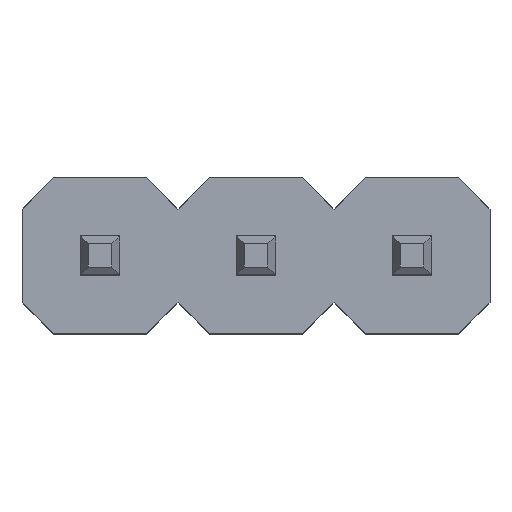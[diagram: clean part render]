
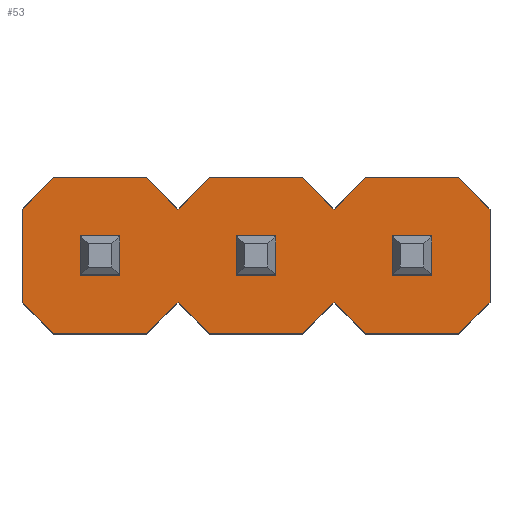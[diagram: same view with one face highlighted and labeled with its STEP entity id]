
A CAD part, top view. The second image highlights one B-rep face of the part: STEP entity #53.
In plain terms, the highlighted planar face has unit normal (0, 0, 1).
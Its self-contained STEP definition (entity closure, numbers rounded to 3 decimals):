
#53=ADVANCED_FACE('',(#845,#847,#849,#851),#853,.T.);
#845=FACE_BOUND('',#846,.T.);
#846=EDGE_LOOP('',(#1473,#1474,#1475,#1476,#1477,#1478,#1479,#1480,#1481,#1482,#1483,
#1484,#1485,#1486,#1487,#1488,#1489,#1490,#1491,#1492));
#847=FACE_BOUND('',#848,.T.);
#848=EDGE_LOOP('',(#1493,#1494,#1495,#1496));
#849=FACE_BOUND('',#850,.T.);
#850=EDGE_LOOP('',(#1497,#1498,#1499,#1500));
#851=FACE_BOUND('',#852,.T.);
#852=EDGE_LOOP('',(#1501,#1502,#1503,#1504));
#853=PLANE('',#854);
#854=AXIS2_PLACEMENT_3D('',#855,#856,#857);
#855=CARTESIAN_POINT('',(0.,0.,2.));
#856=DIRECTION('',(0.,0.,1.));
#857=DIRECTION('',(1.,0.,0.));
#1473=ORIENTED_EDGE('',*,*,#1905,.T.);
#1474=ORIENTED_EDGE('',*,*,#1906,.T.);
#1475=ORIENTED_EDGE('',*,*,#1907,.T.);
#1476=ORIENTED_EDGE('',*,*,#1908,.T.);
#1477=ORIENTED_EDGE('',*,*,#1909,.T.);
#1478=ORIENTED_EDGE('',*,*,#1910,.T.);
#1479=ORIENTED_EDGE('',*,*,#1911,.T.);
#1480=ORIENTED_EDGE('',*,*,#1912,.T.);
#1481=ORIENTED_EDGE('',*,*,#1913,.T.);
#1482=ORIENTED_EDGE('',*,*,#1914,.T.);
#1483=ORIENTED_EDGE('',*,*,#1915,.T.);
#1484=ORIENTED_EDGE('',*,*,#1916,.T.);
#1485=ORIENTED_EDGE('',*,*,#1917,.T.);
#1486=ORIENTED_EDGE('',*,*,#1918,.T.);
#1487=ORIENTED_EDGE('',*,*,#1919,.T.);
#1488=ORIENTED_EDGE('',*,*,#1920,.T.);
#1489=ORIENTED_EDGE('',*,*,#1921,.T.);
#1490=ORIENTED_EDGE('',*,*,#1922,.T.);
#1491=ORIENTED_EDGE('',*,*,#1923,.T.);
#1492=ORIENTED_EDGE('',*,*,#1924,.T.);
#1493=ORIENTED_EDGE('',*,*,#1925,.F.);
#1494=ORIENTED_EDGE('',*,*,#1926,.F.);
#1495=ORIENTED_EDGE('',*,*,#1927,.F.);
#1496=ORIENTED_EDGE('',*,*,#1928,.F.);
#1497=ORIENTED_EDGE('',*,*,#1929,.F.);
#1498=ORIENTED_EDGE('',*,*,#1930,.F.);
#1499=ORIENTED_EDGE('',*,*,#1931,.F.);
#1500=ORIENTED_EDGE('',*,*,#1932,.F.);
#1501=ORIENTED_EDGE('',*,*,#1933,.F.);
#1502=ORIENTED_EDGE('',*,*,#1934,.F.);
#1503=ORIENTED_EDGE('',*,*,#1935,.F.);
#1504=ORIENTED_EDGE('',*,*,#1936,.F.);
#1905=EDGE_CURVE('',#2121,#2122,#2123,.T.);
#1906=EDGE_CURVE('',#2122,#2124,#2125,.T.);
#1907=EDGE_CURVE('',#2124,#2126,#2127,.T.);
#1908=EDGE_CURVE('',#2126,#2128,#2129,.T.);
#1909=EDGE_CURVE('',#2128,#2130,#2131,.T.);
#1910=EDGE_CURVE('',#2130,#2132,#2133,.T.);
#1911=EDGE_CURVE('',#2132,#2134,#2135,.T.);
#1912=EDGE_CURVE('',#2134,#2136,#2137,.T.);
#1913=EDGE_CURVE('',#2136,#2138,#2139,.T.);
#1914=EDGE_CURVE('',#2138,#2140,#2141,.T.);
#1915=EDGE_CURVE('',#2140,#2142,#2143,.T.);
#1916=EDGE_CURVE('',#2142,#2144,#2145,.T.);
#1917=EDGE_CURVE('',#2144,#2146,#2147,.T.);
#1918=EDGE_CURVE('',#2146,#2148,#2149,.T.);
#1919=EDGE_CURVE('',#2148,#2150,#2151,.T.);
#1920=EDGE_CURVE('',#2150,#2152,#2153,.T.);
#1921=EDGE_CURVE('',#2152,#2154,#2155,.T.);
#1922=EDGE_CURVE('',#2154,#2156,#2157,.T.);
#1923=EDGE_CURVE('',#2156,#2158,#2159,.T.);
#1924=EDGE_CURVE('',#2158,#2121,#2160,.T.);
#1925=EDGE_CURVE('',#2161,#2162,#2163,.T.);
#1926=EDGE_CURVE('',#2164,#2161,#2165,.T.);
#1927=EDGE_CURVE('',#2166,#2164,#2167,.T.);
#1928=EDGE_CURVE('',#2162,#2166,#2168,.T.);
#1929=EDGE_CURVE('',#2169,#2170,#2171,.T.);
#1930=EDGE_CURVE('',#2172,#2169,#2173,.T.);
#1931=EDGE_CURVE('',#2174,#2172,#2175,.T.);
#1932=EDGE_CURVE('',#2170,#2174,#2176,.T.);
#1933=EDGE_CURVE('',#2177,#2178,#2179,.T.);
#1934=EDGE_CURVE('',#2180,#2177,#2181,.T.);
#1935=EDGE_CURVE('',#2182,#2180,#2183,.T.);
#1936=EDGE_CURVE('',#2178,#2182,#2184,.T.);
#2121=VERTEX_POINT('',#2473);
#2122=VERTEX_POINT('',#2474);
#2123=LINE('',#2475,#2476);
#2124=VERTEX_POINT('',#2478);
#2125=LINE('',#2479,#2480);
#2126=VERTEX_POINT('',#2482);
#2127=LINE('',#2483,#2484);
#2128=VERTEX_POINT('',#2486);
#2129=LINE('',#2487,#2488);
#2130=VERTEX_POINT('',#2490);
#2131=LINE('',#2491,#2492);
#2132=VERTEX_POINT('',#2494);
#2133=LINE('',#2495,#2496);
#2134=VERTEX_POINT('',#2498);
#2135=LINE('',#2499,#2500);
#2136=VERTEX_POINT('',#2502);
#2137=LINE('',#2503,#2504);
#2138=VERTEX_POINT('',#2506);
#2139=LINE('',#2507,#2508);
#2140=VERTEX_POINT('',#2510);
#2141=LINE('',#2511,#2512);
#2142=VERTEX_POINT('',#2514);
#2143=LINE('',#2515,#2516);
#2144=VERTEX_POINT('',#2518);
#2145=LINE('',#2519,#2520);
#2146=VERTEX_POINT('',#2522);
#2147=LINE('',#2523,#2524);
#2148=VERTEX_POINT('',#2526);
#2149=LINE('',#2527,#2528);
#2150=VERTEX_POINT('',#2530);
#2151=LINE('',#2531,#2532);
#2152=VERTEX_POINT('',#2534);
#2153=LINE('',#2535,#2536);
#2154=VERTEX_POINT('',#2538);
#2155=LINE('',#2539,#2540);
#2156=VERTEX_POINT('',#2542);
#2157=LINE('',#2543,#2544);
#2158=VERTEX_POINT('',#2546);
#2159=LINE('',#2547,#2548);
#2160=LINE('',#2550,#2551);
#2161=VERTEX_POINT('',#2553);
#2162=VERTEX_POINT('',#2554);
#2163=LINE('',#2555,#2556);
#2164=VERTEX_POINT('',#2558);
#2165=LINE('',#2559,#2560);
#2166=VERTEX_POINT('',#2562);
#2167=LINE('',#2563,#2564);
#2168=LINE('',#2566,#2567);
#2169=VERTEX_POINT('',#2569);
#2170=VERTEX_POINT('',#2570);
#2171=LINE('',#2571,#2572);
#2172=VERTEX_POINT('',#2574);
#2173=LINE('',#2575,#2576);
#2174=VERTEX_POINT('',#2578);
#2175=LINE('',#2579,#2580);
#2176=LINE('',#2582,#2583);
#2177=VERTEX_POINT('',#2585);
#2178=VERTEX_POINT('',#2586);
#2179=LINE('',#2587,#2588);
#2180=VERTEX_POINT('',#2590);
#2181=LINE('',#2591,#2592);
#2182=VERTEX_POINT('',#2594);
#2183=LINE('',#2595,#2596);
#2184=LINE('',#2598,#2599);
#2473=CARTESIAN_POINT('',(0.6,-1.,2.));
#2474=CARTESIAN_POINT('',(1.,-0.6,2.));
#2475=CARTESIAN_POINT('',(0.6,-1.,2.));
#2476=VECTOR('',#2477,1.);
#2477=DIRECTION('',(0.707,0.707,0.));
#2478=CARTESIAN_POINT('',(1.4,-1.,2.));
#2479=CARTESIAN_POINT('',(1.,-0.6,2.));
#2480=VECTOR('',#2481,1.);
#2481=DIRECTION('',(0.707,-0.707,0.));
#2482=CARTESIAN_POINT('',(2.6,-1.,2.));
#2483=CARTESIAN_POINT('',(1.4,-1.,2.));
#2484=VECTOR('',#2485,1.);
#2485=DIRECTION('',(1.,0.,0.));
#2486=CARTESIAN_POINT('',(3.,-0.6,2.));
#2487=CARTESIAN_POINT('',(2.6,-1.,2.));
#2488=VECTOR('',#2489,1.);
#2489=DIRECTION('',(0.707,0.707,0.));
#2490=CARTESIAN_POINT('',(3.4,-1.,2.));
#2491=CARTESIAN_POINT('',(3.,-0.6,2.));
#2492=VECTOR('',#2493,1.);
#2493=DIRECTION('',(0.707,-0.707,0.));
#2494=CARTESIAN_POINT('',(4.6,-1.,2.));
#2495=CARTESIAN_POINT('',(3.4,-1.,2.));
#2496=VECTOR('',#2497,1.);
#2497=DIRECTION('',(1.,0.,0.));
#2498=CARTESIAN_POINT('',(5.,-0.6,2.));
#2499=CARTESIAN_POINT('',(4.6,-1.,2.));
#2500=VECTOR('',#2501,1.);
#2501=DIRECTION('',(0.707,0.707,0.));
#2502=CARTESIAN_POINT('',(5.,0.6,2.));
#2503=CARTESIAN_POINT('',(5.,-0.6,2.));
#2504=VECTOR('',#2505,1.);
#2505=DIRECTION('',(0.,1.,0.));
#2506=CARTESIAN_POINT('',(4.6,1.,2.));
#2507=CARTESIAN_POINT('',(5.,0.6,2.));
#2508=VECTOR('',#2509,1.);
#2509=DIRECTION('',(-0.707,0.707,0.));
#2510=CARTESIAN_POINT('',(3.4,1.,2.));
#2511=CARTESIAN_POINT('',(4.6,1.,2.));
#2512=VECTOR('',#2513,1.);
#2513=DIRECTION('',(-1.,0.,0.));
#2514=CARTESIAN_POINT('',(3.,0.6,2.));
#2515=CARTESIAN_POINT('',(3.4,1.,2.));
#2516=VECTOR('',#2517,1.);
#2517=DIRECTION('',(-0.707,-0.707,0.));
#2518=CARTESIAN_POINT('',(2.6,1.,2.));
#2519=CARTESIAN_POINT('',(3.,0.6,2.));
#2520=VECTOR('',#2521,1.);
#2521=DIRECTION('',(-0.707,0.707,0.));
#2522=CARTESIAN_POINT('',(1.4,1.,2.));
#2523=CARTESIAN_POINT('',(2.6,1.,2.));
#2524=VECTOR('',#2525,1.);
#2525=DIRECTION('',(-1.,0.,0.));
#2526=CARTESIAN_POINT('',(1.,0.6,2.));
#2527=CARTESIAN_POINT('',(1.4,1.,2.));
#2528=VECTOR('',#2529,1.);
#2529=DIRECTION('',(-0.707,-0.707,0.));
#2530=CARTESIAN_POINT('',(0.6,1.,2.));
#2531=CARTESIAN_POINT('',(1.,0.6,2.));
#2532=VECTOR('',#2533,1.);
#2533=DIRECTION('',(-0.707,0.707,0.));
#2534=CARTESIAN_POINT('',(-0.6,1.,2.));
#2535=CARTESIAN_POINT('',(0.6,1.,2.));
#2536=VECTOR('',#2537,1.);
#2537=DIRECTION('',(-1.,0.,0.));
#2538=CARTESIAN_POINT('',(-1.,0.6,2.));
#2539=CARTESIAN_POINT('',(-0.6,1.,2.));
#2540=VECTOR('',#2541,1.);
#2541=DIRECTION('',(-0.707,-0.707,0.));
#2542=CARTESIAN_POINT('',(-1.,-0.6,2.));
#2543=CARTESIAN_POINT('',(-1.,0.6,2.));
#2544=VECTOR('',#2545,1.);
#2545=DIRECTION('',(0.,-1.,0.));
#2546=CARTESIAN_POINT('',(-0.6,-1.,2.));
#2547=CARTESIAN_POINT('',(-1.,-0.6,2.));
#2548=VECTOR('',#2549,1.);
#2549=DIRECTION('',(0.707,-0.707,0.));
#2550=CARTESIAN_POINT('',(-0.6,-1.,2.));
#2551=VECTOR('',#2552,1.);
#2552=DIRECTION('',(1.,0.,0.));
#2553=CARTESIAN_POINT('',(2.25,0.25,2.));
#2554=CARTESIAN_POINT('',(1.75,0.25,2.));
#2555=CARTESIAN_POINT('',(2.25,0.25,2.));
#2556=VECTOR('',#2557,1.);
#2557=DIRECTION('',(-1.,0.,0.));
#2558=CARTESIAN_POINT('',(2.25,-0.25,2.));
#2559=CARTESIAN_POINT('',(2.25,-0.25,2.));
#2560=VECTOR('',#2561,1.);
#2561=DIRECTION('',(0.,1.,0.));
#2562=CARTESIAN_POINT('',(1.75,-0.25,2.));
#2563=CARTESIAN_POINT('',(1.75,-0.25,2.));
#2564=VECTOR('',#2565,1.);
#2565=DIRECTION('',(1.,0.,0.));
#2566=CARTESIAN_POINT('',(1.75,0.25,2.));
#2567=VECTOR('',#2568,1.);
#2568=DIRECTION('',(0.,-1.,0.));
#2569=CARTESIAN_POINT('',(4.25,0.25,2.));
#2570=CARTESIAN_POINT('',(3.75,0.25,2.));
#2571=CARTESIAN_POINT('',(4.25,0.25,2.));
#2572=VECTOR('',#2573,1.);
#2573=DIRECTION('',(-1.,0.,0.));
#2574=CARTESIAN_POINT('',(4.25,-0.25,2.));
#2575=CARTESIAN_POINT('',(4.25,-0.25,2.));
#2576=VECTOR('',#2577,1.);
#2577=DIRECTION('',(0.,1.,0.));
#2578=CARTESIAN_POINT('',(3.75,-0.25,2.));
#2579=CARTESIAN_POINT('',(3.75,-0.25,2.));
#2580=VECTOR('',#2581,1.);
#2581=DIRECTION('',(1.,0.,0.));
#2582=CARTESIAN_POINT('',(3.75,0.25,2.));
#2583=VECTOR('',#2584,1.);
#2584=DIRECTION('',(0.,-1.,0.));
#2585=CARTESIAN_POINT('',(0.25,0.25,2.));
#2586=CARTESIAN_POINT('',(-0.25,0.25,2.));
#2587=CARTESIAN_POINT('',(0.25,0.25,2.));
#2588=VECTOR('',#2589,1.);
#2589=DIRECTION('',(-1.,0.,0.));
#2590=CARTESIAN_POINT('',(0.25,-0.25,2.));
#2591=CARTESIAN_POINT('',(0.25,-0.25,2.));
#2592=VECTOR('',#2593,1.);
#2593=DIRECTION('',(0.,1.,0.));
#2594=CARTESIAN_POINT('',(-0.25,-0.25,2.));
#2595=CARTESIAN_POINT('',(-0.25,-0.25,2.));
#2596=VECTOR('',#2597,1.);
#2597=DIRECTION('',(1.,0.,0.));
#2598=CARTESIAN_POINT('',(-0.25,0.25,2.));
#2599=VECTOR('',#2600,1.);
#2600=DIRECTION('',(0.,-1.,0.));
